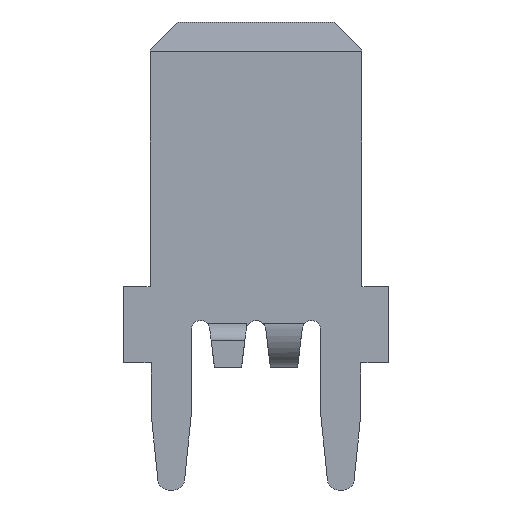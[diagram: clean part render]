
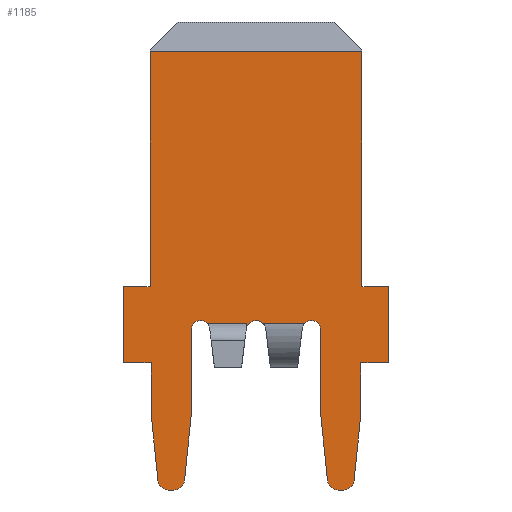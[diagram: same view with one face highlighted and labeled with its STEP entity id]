
A CAD part, front view. The second image highlights one B-rep face of the part: STEP entity #1185.
In plain terms, the highlighted planar face has unit normal (0, -1, 0).
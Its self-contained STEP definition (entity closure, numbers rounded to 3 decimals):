
#134=CARTESIAN_POINT('',(-2.622,-0.4,-13.703));
#135=DIRECTION('',(0.,-1.,0.));
#136=DIRECTION('',(-0.995,0.,-0.102));
#137=AXIS2_PLACEMENT_3D('',#134,#135,#136);
#139=DIRECTION('',(-0.102,0.,0.995));
#140=VECTOR('',#139,2.012);
#141=CARTESIAN_POINT('',(-2.938,-0.4,-13.736));
#142=LINE('',#141,#140);
#143=DIRECTION('',(0.,0.,1.));
#144=VECTOR('',#143,1.524);
#145=CARTESIAN_POINT('',(-3.143,-0.4,-11.735));
#146=LINE('',#145,#144);
#147=DIRECTION('',(-1.,0.,0.));
#148=VECTOR('',#147,0.819);
#149=CARTESIAN_POINT('',(-3.143,-0.4,-10.211));
#150=LINE('',#149,#148);
#151=DIRECTION('',(0.,0.,1.));
#152=VECTOR('',#151,2.286);
#153=CARTESIAN_POINT('',(-3.962,-0.4,-10.211));
#154=LINE('',#153,#152);
#155=DIRECTION('',(1.,0.,0.));
#156=VECTOR('',#155,0.787);
#157=CARTESIAN_POINT('',(-3.962,-0.4,-7.925));
#158=LINE('',#157,#156);
#159=DIRECTION('',(0.,0.,1.));
#160=VECTOR('',#159,7.036);
#161=CARTESIAN_POINT('',(-3.175,-0.4,-7.925));
#162=LINE('',#161,#160);
#163=DIRECTION('',(-1.,0.,0.));
#164=VECTOR('',#163,6.35);
#165=CARTESIAN_POINT('',(3.175,-0.4,-0.889));
#166=LINE('',#165,#164);
#167=DIRECTION('',(0.,0.,-1.));
#168=VECTOR('',#167,7.036);
#169=CARTESIAN_POINT('',(3.175,-0.4,-0.889));
#170=LINE('',#169,#168);
#171=DIRECTION('',(1.,0.,0.));
#172=VECTOR('',#171,0.787);
#173=CARTESIAN_POINT('',(3.175,-0.4,-7.925));
#174=LINE('',#173,#172);
#175=DIRECTION('',(0.,0.,-1.));
#176=VECTOR('',#175,2.286);
#177=CARTESIAN_POINT('',(3.962,-0.4,-7.925));
#178=LINE('',#177,#176);
#179=DIRECTION('',(-1.,0.,0.));
#180=VECTOR('',#179,0.819);
#181=CARTESIAN_POINT('',(3.962,-0.4,-10.211));
#182=LINE('',#181,#180);
#183=DIRECTION('',(0.,0.,-1.));
#184=VECTOR('',#183,1.524);
#185=CARTESIAN_POINT('',(3.143,-0.4,-10.211));
#186=LINE('',#185,#184);
#187=DIRECTION('',(-0.102,0.,-0.995));
#188=VECTOR('',#187,2.012);
#189=CARTESIAN_POINT('',(3.143,-0.4,-11.735));
#190=LINE('',#189,#188);
#191=CARTESIAN_POINT('',(2.622,-0.4,-13.703));
#192=DIRECTION('',(0.,-1.,0.));
#193=DIRECTION('',(0.,0.,-1.));
#194=AXIS2_PLACEMENT_3D('',#191,#192,#193);
#196=DIRECTION('',(-1.,0.,0.));
#197=VECTOR('',#196,0.164);
#198=CARTESIAN_POINT('',(2.622,-0.4,-14.021));
#199=LINE('',#198,#197);
#200=CARTESIAN_POINT('',(2.458,-0.4,-13.703));
#201=DIRECTION('',(0.,-1.,0.));
#202=DIRECTION('',(-0.995,0.,-0.102));
#203=AXIS2_PLACEMENT_3D('',#200,#201,#202);
#205=DIRECTION('',(-0.102,0.,0.995));
#206=VECTOR('',#205,2.012);
#207=CARTESIAN_POINT('',(2.142,-0.4,-13.736));
#208=LINE('',#207,#206);
#209=DIRECTION('',(0.,0.,1.));
#210=VECTOR('',#209,2.518);
#211=CARTESIAN_POINT('',(1.937,-0.4,-11.735));
#212=LINE('',#211,#210);
#213=DIRECTION('',(0.,0.,-1.));
#214=VECTOR('',#213,2.518);
#215=CARTESIAN_POINT('',(-1.937,-0.4,-9.217));
#216=LINE('',#215,#214);
#217=DIRECTION('',(-0.102,0.,-0.995));
#218=VECTOR('',#217,2.012);
#219=CARTESIAN_POINT('',(-1.937,-0.4,-11.735));
#220=LINE('',#219,#218);
#221=CARTESIAN_POINT('',(-2.458,-0.4,-13.703));
#222=DIRECTION('',(0.,-1.,0.));
#223=DIRECTION('',(0.,0.,-1.));
#224=AXIS2_PLACEMENT_3D('',#221,#222,#223);
#226=DIRECTION('',(-1.,0.,0.));
#227=VECTOR('',#226,0.164);
#228=CARTESIAN_POINT('',(-2.458,-0.4,-14.021));
#229=LINE('',#228,#227);
#250=CARTESIAN_POINT('',(-1.661,-0.4,-9.217));
#251=DIRECTION('',(0.,1.,0.));
#252=DIRECTION('',(-1.,0.,0.));
#253=AXIS2_PLACEMENT_3D('',#250,#251,#252);
#334=DIRECTION('',(1.,0.,0.));
#335=VECTOR('',#334,1.186);
#336=CARTESIAN_POINT('',(-1.458,-0.4,-9.03));
#337=LINE('',#336,#335);
#338=CARTESIAN_POINT('',(-0.271,-0.4,-9.03));
#380=DIRECTION('',(0.122,0.,0.993));
#381=VECTOR('',#380,0.171);
#382=CARTESIAN_POINT('',(-0.292,-0.4,-9.199));
#383=LINE('',#382,#381);
#384=CARTESIAN_POINT('',(0.,-0.4,-9.235));
#385=DIRECTION('',(0.,1.,0.));
#386=DIRECTION('',(-0.993,0.,0.122));
#387=AXIS2_PLACEMENT_3D('',#384,#385,#386);
#452=DIRECTION('',(1.,0.,0.));
#453=VECTOR('',#452,1.247);
#454=CARTESIAN_POINT('',(0.211,-0.4,-9.03));
#455=LINE('',#454,#453);
#526=CARTESIAN_POINT('',(1.458,-0.4,-9.03));
#528=CARTESIAN_POINT('',(1.661,-0.4,-9.217));
#529=DIRECTION('',(0.,1.,0.));
#530=DIRECTION('',(-0.735,0.,0.678));
#531=AXIS2_PLACEMENT_3D('',#528,#529,#530);
#950=CARTESIAN_POINT('',(3.175,-0.4,-7.925));
#951=CARTESIAN_POINT('',(3.962,-0.4,-7.925));
#952=VERTEX_POINT('',#950);
#953=VERTEX_POINT('',#951);
#954=CARTESIAN_POINT('',(3.962,-0.4,-10.211));
#955=VERTEX_POINT('',#954);
#956=CARTESIAN_POINT('',(3.143,-0.4,-10.211));
#957=VERTEX_POINT('',#956);
#958=CARTESIAN_POINT('',(3.143,-0.4,-11.735));
#959=VERTEX_POINT('',#958);
#960=CARTESIAN_POINT('',(-3.143,-0.4,-11.735));
#961=CARTESIAN_POINT('',(-3.143,-0.4,-10.211));
#962=VERTEX_POINT('',#960);
#963=VERTEX_POINT('',#961);
#964=CARTESIAN_POINT('',(-3.962,-0.4,-10.211));
#965=VERTEX_POINT('',#964);
#966=CARTESIAN_POINT('',(-3.962,-0.4,-7.925));
#967=VERTEX_POINT('',#966);
#968=CARTESIAN_POINT('',(-3.175,-0.4,-7.925));
#969=VERTEX_POINT('',#968);
#991=CARTESIAN_POINT('',(3.175,-0.4,-0.889));
#993=VERTEX_POINT('',#991);
#994=CARTESIAN_POINT('',(-3.175,-0.4,-0.889));
#995=VERTEX_POINT('',#994);
#1014=CARTESIAN_POINT('',(1.937,-0.4,-11.735));
#1016=VERTEX_POINT('',#1014);
#1018=CARTESIAN_POINT('',(-1.937,-0.4,-11.735));
#1020=VERTEX_POINT('',#1018);
#1054=CARTESIAN_POINT('',(-1.937,-0.4,-9.217));
#1056=VERTEX_POINT('',#1054);
#1062=CARTESIAN_POINT('',(-0.292,-0.4,-9.199));
#1064=VERTEX_POINT('',#1062);
#1070=CARTESIAN_POINT('',(1.937,-0.4,-9.217));
#1071=VERTEX_POINT('',#1070);
#1074=VERTEX_POINT('',#338);
#1078=CARTESIAN_POINT('',(-1.458,-0.4,-9.03));
#1079=VERTEX_POINT('',#1078);
#1081=CARTESIAN_POINT('',(0.211,-0.4,-9.03));
#1082=VERTEX_POINT('',#1081);
#1085=VERTEX_POINT('',#526);
#1088=CARTESIAN_POINT('',(-2.938,-0.4,-13.736));
#1089=CARTESIAN_POINT('',(-2.622,-0.4,-14.021));
#1090=VERTEX_POINT('',#1088);
#1091=VERTEX_POINT('',#1089);
#1096=CARTESIAN_POINT('',(-2.458,-0.4,-14.021));
#1097=CARTESIAN_POINT('',(-2.142,-0.4,-13.736));
#1098=VERTEX_POINT('',#1096);
#1099=VERTEX_POINT('',#1097);
#1104=CARTESIAN_POINT('',(2.142,-0.4,-13.736));
#1105=CARTESIAN_POINT('',(2.458,-0.4,-14.021));
#1106=VERTEX_POINT('',#1104);
#1107=VERTEX_POINT('',#1105);
#1112=CARTESIAN_POINT('',(2.622,-0.4,-14.021));
#1113=CARTESIAN_POINT('',(2.938,-0.4,-13.736));
#1114=VERTEX_POINT('',#1112);
#1115=VERTEX_POINT('',#1113);
#1120=CARTESIAN_POINT('',(0.,-0.4,0.));
#1121=DIRECTION('',(0.,1.,0.));
#1122=DIRECTION('',(1.,0.,0.));
#1123=AXIS2_PLACEMENT_3D('',#1120,#1121,#1122);
#1124=PLANE('',#1123);
#1126=ORIENTED_EDGE('',*,*,#1125,.F.);
#1128=ORIENTED_EDGE('',*,*,#1127,.T.);
#1130=ORIENTED_EDGE('',*,*,#1129,.T.);
#1132=ORIENTED_EDGE('',*,*,#1131,.T.);
#1134=ORIENTED_EDGE('',*,*,#1133,.T.);
#1136=ORIENTED_EDGE('',*,*,#1135,.T.);
#1138=ORIENTED_EDGE('',*,*,#1137,.T.);
#1140=ORIENTED_EDGE('',*,*,#1139,.F.);
#1142=ORIENTED_EDGE('',*,*,#1141,.T.);
#1144=ORIENTED_EDGE('',*,*,#1143,.T.);
#1146=ORIENTED_EDGE('',*,*,#1145,.T.);
#1148=ORIENTED_EDGE('',*,*,#1147,.T.);
#1150=ORIENTED_EDGE('',*,*,#1149,.T.);
#1152=ORIENTED_EDGE('',*,*,#1151,.T.);
#1154=ORIENTED_EDGE('',*,*,#1153,.F.);
#1156=ORIENTED_EDGE('',*,*,#1155,.T.);
#1158=ORIENTED_EDGE('',*,*,#1157,.F.);
#1160=ORIENTED_EDGE('',*,*,#1159,.T.);
#1162=ORIENTED_EDGE('',*,*,#1161,.T.);
#1164=ORIENTED_EDGE('',*,*,#1163,.F.);
#1166=ORIENTED_EDGE('',*,*,#1165,.F.);
#1168=ORIENTED_EDGE('',*,*,#1167,.F.);
#1170=ORIENTED_EDGE('',*,*,#1169,.T.);
#1172=ORIENTED_EDGE('',*,*,#1171,.F.);
#1174=ORIENTED_EDGE('',*,*,#1173,.F.);
#1176=ORIENTED_EDGE('',*,*,#1175,.T.);
#1178=ORIENTED_EDGE('',*,*,#1177,.T.);
#1180=ORIENTED_EDGE('',*,*,#1179,.F.);
#1182=ORIENTED_EDGE('',*,*,#1181,.T.);
#1183=EDGE_LOOP('',(#1126,#1128,#1130,#1132,#1134,#1136,#1138,#1140,#1142,#1144,
#1146,#1148,#1150,#1152,#1154,#1156,#1158,#1160,#1162,#1164,#1166,#1168,#1170,
#1172,#1174,#1176,#1178,#1180,#1182));
#1184=FACE_OUTER_BOUND('',#1183,.F.);
#138=CIRCLE('',#137,0.318);
#195=CIRCLE('',#194,0.318);
#204=CIRCLE('',#203,0.318);
#225=CIRCLE('',#224,0.318);
#254=CIRCLE('',#253,0.276);
#388=CIRCLE('',#387,0.294);
#532=CIRCLE('',#531,0.276);
#1125=EDGE_CURVE('',#1090,#1091,#138,.T.);
#1127=EDGE_CURVE('',#1090,#962,#142,.T.);
#1129=EDGE_CURVE('',#962,#963,#146,.T.);
#1131=EDGE_CURVE('',#963,#965,#150,.T.);
#1133=EDGE_CURVE('',#965,#967,#154,.T.);
#1135=EDGE_CURVE('',#967,#969,#158,.T.);
#1137=EDGE_CURVE('',#969,#995,#162,.T.);
#1139=EDGE_CURVE('',#993,#995,#166,.T.);
#1141=EDGE_CURVE('',#993,#952,#170,.T.);
#1143=EDGE_CURVE('',#952,#953,#174,.T.);
#1145=EDGE_CURVE('',#953,#955,#178,.T.);
#1147=EDGE_CURVE('',#955,#957,#182,.T.);
#1149=EDGE_CURVE('',#957,#959,#186,.T.);
#1151=EDGE_CURVE('',#959,#1115,#190,.T.);
#1153=EDGE_CURVE('',#1114,#1115,#195,.T.);
#1155=EDGE_CURVE('',#1114,#1107,#199,.T.);
#1157=EDGE_CURVE('',#1106,#1107,#204,.T.);
#1159=EDGE_CURVE('',#1106,#1016,#208,.T.);
#1161=EDGE_CURVE('',#1016,#1071,#212,.T.);
#1163=EDGE_CURVE('',#1085,#1071,#532,.T.);
#1165=EDGE_CURVE('',#1082,#1085,#455,.T.);
#1167=EDGE_CURVE('',#1064,#1082,#388,.T.);
#1169=EDGE_CURVE('',#1064,#1074,#383,.T.);
#1171=EDGE_CURVE('',#1079,#1074,#337,.T.);
#1173=EDGE_CURVE('',#1056,#1079,#254,.T.);
#1175=EDGE_CURVE('',#1056,#1020,#216,.T.);
#1177=EDGE_CURVE('',#1020,#1099,#220,.T.);
#1179=EDGE_CURVE('',#1098,#1099,#225,.T.);
#1181=EDGE_CURVE('',#1098,#1091,#229,.T.);
#1185=ADVANCED_FACE('',(#1184),#1124,.F.);
